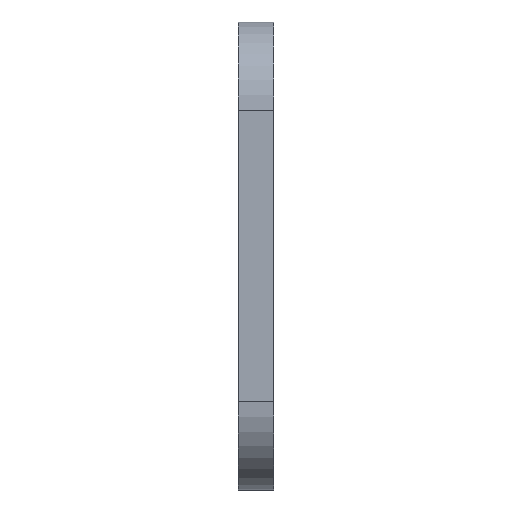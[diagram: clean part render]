
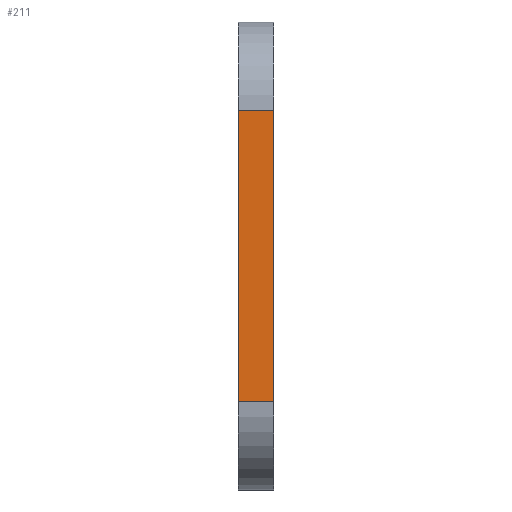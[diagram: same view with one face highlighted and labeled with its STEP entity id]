
A CAD part, left-side view. The second image highlights one B-rep face of the part: STEP entity #211.
In plain terms, the highlighted planar face has unit normal (-1, 0, 0).
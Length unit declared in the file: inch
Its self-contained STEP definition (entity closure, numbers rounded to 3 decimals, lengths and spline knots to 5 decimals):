
#23 = ORIENTED_EDGE ( 'NONE', *, *, #373, .T. ) ;
#81 = DIRECTION ( 'NONE',  ( 0., 0., 1. ) ) ;
#88 = CARTESIAN_POINT ( 'NONE',  ( -0.09843, 0.0625, -0.0875 ) ) ;
#89 = DIRECTION ( 'NONE',  ( 1., 0., 0. ) ) ;
#97 = FACE_OUTER_BOUND ( 'NONE', #460, .T. ) ;
#98 = EDGE_CURVE ( 'NONE', #616, #189, #259, .T. ) ;
#107 = VERTEX_POINT ( 'NONE', #255 ) ;
#121 = EDGE_CURVE ( 'NONE', #684, #107, #705, .T. ) ;
#146 = CARTESIAN_POINT ( 'NONE',  ( -0.09843, 0.0625, -0.9125 ) ) ;
#162 = EDGE_CURVE ( 'NONE', #616, #107, #637, .T. ) ;
#189 = VERTEX_POINT ( 'NONE', #146 ) ;
#191 = DIRECTION ( 'NONE',  ( 0., -1., 0. ) ) ;
#211 = ADVANCED_FACE ( 'NONE', ( #97 ), #398, .F. ) ;
#248 = VECTOR ( 'NONE', #191, 39.37008 ) ;
#255 = CARTESIAN_POINT ( 'NONE',  ( -0.09843, 0.1625, -0.0875 ) ) ;
#259 = LINE ( 'NONE', #458, #248 ) ;
#265 = ORIENTED_EDGE ( 'NONE', *, *, #162, .F. ) ;
#292 = ORIENTED_EDGE ( 'NONE', *, *, #121, .T. ) ;
#334 = AXIS2_PLACEMENT_3D ( 'NONE', #471, #89, #720 ) ;
#343 = VECTOR ( 'NONE', #485, 39.37008 ) ;
#373 = EDGE_CURVE ( 'NONE', #189, #684, #743, .T. ) ;
#398 = PLANE ( 'NONE',  #334 ) ;
#458 = CARTESIAN_POINT ( 'NONE',  ( -0.09843, 0.1625, -0.9125 ) ) ;
#460 = EDGE_LOOP ( 'NONE', ( #265, #533, #23, #292 ) ) ;
#471 = CARTESIAN_POINT ( 'NONE',  ( -0.09843, 0.1625, -1.1625 ) ) ;
#485 = DIRECTION ( 'NONE',  ( 0., 0., 1. ) ) ;
#508 = CARTESIAN_POINT ( 'NONE',  ( -0.09843, 0.1625, -0.9125 ) ) ;
#517 = CARTESIAN_POINT ( 'NONE',  ( -0.09843, 0.1625, -0.0875 ) ) ;
#528 = VECTOR ( 'NONE', #81, 39.37008 ) ;
#533 = ORIENTED_EDGE ( 'NONE', *, *, #98, .T. ) ;
#553 = VECTOR ( 'NONE', #759, 39.37008 ) ;
#574 = CARTESIAN_POINT ( 'NONE',  ( -0.09843, 0.1625, -1.1625 ) ) ;
#616 = VERTEX_POINT ( 'NONE', #508 ) ;
#637 = LINE ( 'NONE', #574, #528 ) ;
#684 = VERTEX_POINT ( 'NONE', #88 ) ;
#705 = LINE ( 'NONE', #517, #553 ) ;
#720 = DIRECTION ( 'NONE',  ( 0., 0., -1. ) ) ;
#743 = LINE ( 'NONE', #797, #343 ) ;
#759 = DIRECTION ( 'NONE',  ( 0., 1., 0. ) ) ;
#797 = CARTESIAN_POINT ( 'NONE',  ( -0.09843, 0.0625, -1.1625 ) ) ;
